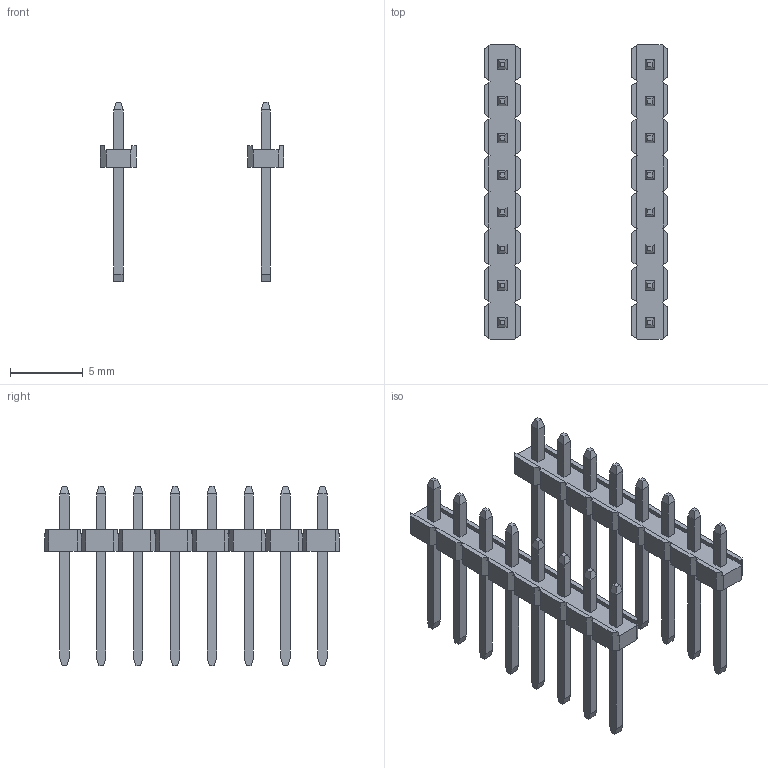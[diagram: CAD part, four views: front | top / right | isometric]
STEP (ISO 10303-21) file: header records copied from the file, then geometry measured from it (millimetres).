
FILE_DESCRIPTION(('FreeCAD Model'),'2;1');
FILE_NAME('pin_header_aw_108_08-t001_sp.step', '2018-04-17T13:57:10',('kicad StepUp'),('ksu MCAD'), 'Open CASCADE STEP processor 6.8','FreeCAD','Unknown');
FILE_SCHEMA(('AUTOMOTIVE_DESIGN_CC2 { 1 2 10303 214 -1 1 5 4 }'));
Length unit declared in the file: millimetre
Products named in the file (2): ASSEMBLY; pin_header_aw_108_08-t001_sp
Assembly tree (1 placements, depth 2):
  ASSEMBLY
    pin_header_aw_108_08-t001_sp
Bounding box: 12.65 x 20.32 x 12.4 mm (x, y, z)
Volume: 194.9 mm3; surface area: 808.9 mm2
Topology: 2 solids, 2 shells, 424 faces, 1100 edges, 712 vertices
Faces by surface type: plane 424
Entity records: 15589 total; most frequent: CARTESIAN_POINT 2238, ORIENTED_EDGE 2200, DIRECTION 1952, EDGE_CURVE 1100, LINE 1100, VECTOR 1100, VERTEX_POINT 712, FACE_BOUND 456
